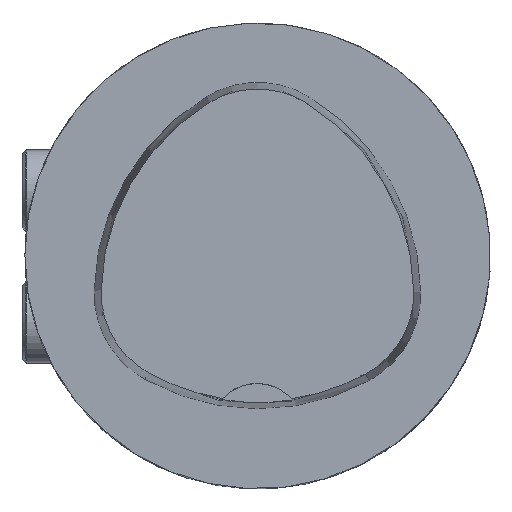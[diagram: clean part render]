
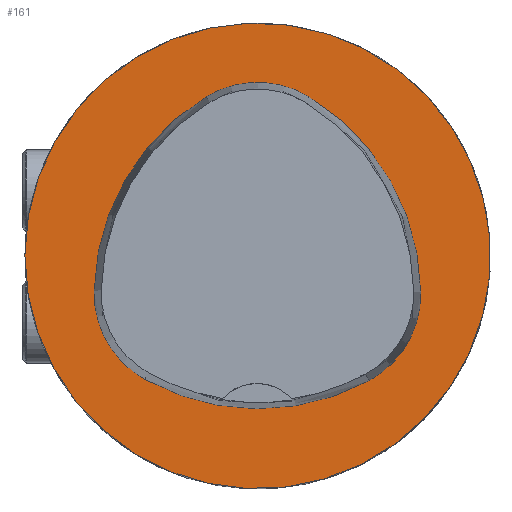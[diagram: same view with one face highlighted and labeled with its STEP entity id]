
A CAD part, top view. The second image highlights one B-rep face of the part: STEP entity #161.
In plain terms, the highlighted planar face has unit normal (0, 0, 1).
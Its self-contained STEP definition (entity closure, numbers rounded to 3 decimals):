
#66=PLANE('',#1180);
#161=ADVANCED_FACE('',(#376,#377),#66,.T.);
#223=CIRCLE('',#1117,20.);
#233=CIRCLE('',#1158,20.);
#235=CIRCLE('',#1161,8.5);
#237=CIRCLE('',#1164,20.);
#239=CIRCLE('',#1167,8.5);
#243=CIRCLE('',#1172,20.);
#245=CIRCLE('',#1175,8.5);
#376=FACE_BOUND('',#465,.T.);
#377=FACE_BOUND('',#466,.T.);
#465=EDGE_LOOP('',(#724,#725,#726,#727,#728,#729));
#466=EDGE_LOOP('',(#730));
#724=ORIENTED_EDGE('',*,*,#1018,.T.);
#725=ORIENTED_EDGE('',*,*,#998,.T.);
#726=ORIENTED_EDGE('',*,*,#1002,.T.);
#727=ORIENTED_EDGE('',*,*,#1005,.T.);
#728=ORIENTED_EDGE('',*,*,#1008,.T.);
#729=ORIENTED_EDGE('',*,*,#1016,.T.);
#730=ORIENTED_EDGE('',*,*,#948,.F.);
#849=VERTEX_POINT('',#1694);
#880=VERTEX_POINT('',#1829);
#881=VERTEX_POINT('',#1830);
#884=VERTEX_POINT('',#1838);
#886=VERTEX_POINT('',#1844);
#888=VERTEX_POINT('',#1850);
#895=VERTEX_POINT('',#1871);
#948=EDGE_CURVE('',#849,#849,#223,.T.);
#998=EDGE_CURVE('',#880,#881,#233,.T.);
#1002=EDGE_CURVE('',#881,#884,#235,.T.);
#1005=EDGE_CURVE('',#884,#886,#237,.T.);
#1008=EDGE_CURVE('',#886,#888,#239,.T.);
#1016=EDGE_CURVE('',#888,#895,#243,.T.);
#1018=EDGE_CURVE('',#895,#880,#245,.T.);
#1117=AXIS2_PLACEMENT_3D('',#1693,#1286,#1287);
#1158=AXIS2_PLACEMENT_3D('',#1828,#1391,#1392);
#1161=AXIS2_PLACEMENT_3D('',#1837,#1399,#1400);
#1164=AXIS2_PLACEMENT_3D('',#1843,#1406,#1407);
#1167=AXIS2_PLACEMENT_3D('',#1849,#1413,#1414);
#1172=AXIS2_PLACEMENT_3D('',#1872,#1425,#1426);
#1175=AXIS2_PLACEMENT_3D('',#1875,#1431,#1432);
#1180=AXIS2_PLACEMENT_3D('',#1880,#1441,#1442);
#1286=DIRECTION('',(0.,0.,-1.));
#1287=DIRECTION('',(-1.,0.004,0.));
#1391=DIRECTION('',(0.,0.,-1.));
#1392=DIRECTION('',(-1.,0.004,0.));
#1399=DIRECTION('',(0.,0.,-1.));
#1400=DIRECTION('',(-1.,0.004,0.));
#1406=DIRECTION('',(0.,0.,-1.));
#1407=DIRECTION('',(-1.,0.004,0.));
#1413=DIRECTION('',(0.,0.,-1.));
#1414=DIRECTION('',(-1.,0.004,0.));
#1425=DIRECTION('',(0.,0.,-1.));
#1426=DIRECTION('',(-1.,0.004,0.));
#1431=DIRECTION('',(0.,0.,-1.));
#1432=DIRECTION('',(-1.,0.004,0.));
#1441=DIRECTION('',(0.,0.,1.));
#1442=DIRECTION('',(1.,-0.004,0.));
#1693=CARTESIAN_POINT('',(0.,0.,0.));
#1694=CARTESIAN_POINT('',(-20.,0.076,0.));
#1828=CARTESIAN_POINT('',(5.942,-3.436,0.));
#1829=CARTESIAN_POINT('',(-14.053,-2.989,0.));
#1830=CARTESIAN_POINT('',(-4.42,13.67,0.));
#1837=CARTESIAN_POINT('',(-0.016,6.4,0.));
#1838=CARTESIAN_POINT('',(4.399,13.664,0.));
#1843=CARTESIAN_POINT('',(-5.989,-3.427,0.));
#1844=CARTESIAN_POINT('',(14.009,-3.129,0.));
#1849=CARTESIAN_POINT('',(5.51,-3.256,0.));
#1850=CARTESIAN_POINT('',(9.548,-10.736,0.));
#1871=CARTESIAN_POINT('',(-9.696,-10.602,0.));
#1872=CARTESIAN_POINT('',(0.048,6.864,0.));
#1875=CARTESIAN_POINT('',(-5.555,-3.179,0.));
#1880=CARTESIAN_POINT('',(0.,0.,0.));
